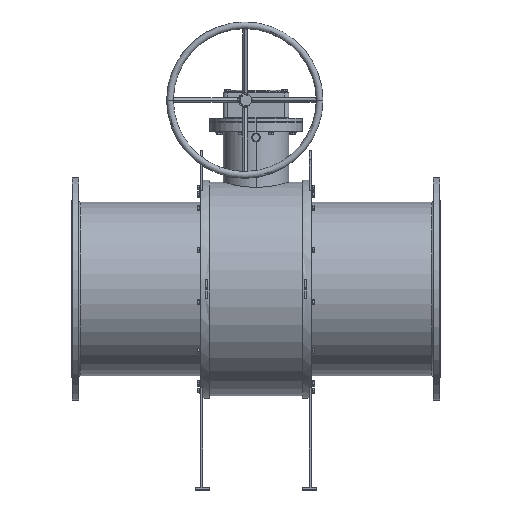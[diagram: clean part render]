
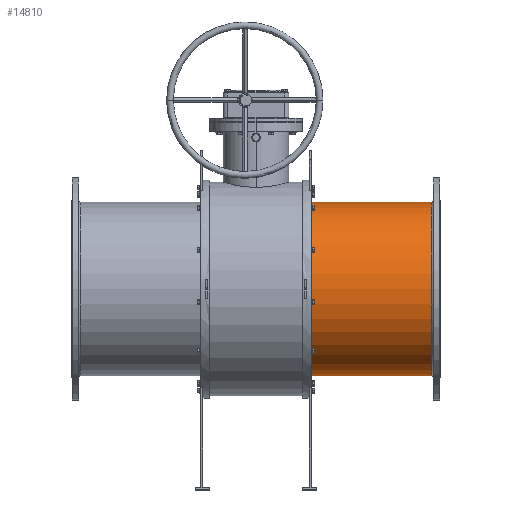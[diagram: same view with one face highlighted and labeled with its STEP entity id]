
A CAD part, top view. The second image highlights one B-rep face of the part: STEP entity #14810.
In plain terms, the highlighted cylindrical face has radius 388.5 mm (diameter 777 mm), a partial arc.
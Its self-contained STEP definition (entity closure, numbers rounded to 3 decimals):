
#230 = CARTESIAN_POINT ( 'NONE',  ( -825.5, -388.5, 0. ) ) ;
#246 = EDGE_CURVE ( 'NONE', #3220, #15604, #15043, .T. ) ;
#1054 = CARTESIAN_POINT ( 'NONE',  ( 247.5, -388.5, 0. ) ) ;
#3129 = EDGE_CURVE ( 'NONE', #19531, #18072, #19283, .T. ) ;
#3220 = VERTEX_POINT ( 'NONE', #15625 ) ;
#4365 = CARTESIAN_POINT ( 'NONE',  ( 788.5, 0., 0. ) ) ;
#4470 = CARTESIAN_POINT ( 'NONE',  ( -825.5, 388.5, 0. ) ) ;
#6148 = DIRECTION ( 'NONE',  ( 0., 0., -1. ) ) ;
#6688 = VECTOR ( 'NONE', #25690, 1000. ) ;
#7462 = VECTOR ( 'NONE', #17261, 1000. ) ;
#8366 = DIRECTION ( 'NONE',  ( 1., 0., 0. ) ) ;
#8576 = EDGE_LOOP ( 'NONE', ( #9647, #17178, #27397, #16702 ) ) ;
#9647 = ORIENTED_EDGE ( 'NONE', *, *, #12917, .T. ) ;
#10637 = DIRECTION ( 'NONE',  ( 0., 1., 0. ) ) ;
#12917 = EDGE_CURVE ( 'NONE', #19531, #3220, #17506, .T. ) ;
#13375 = CARTESIAN_POINT ( 'NONE',  ( 247.5, 388.5, 0. ) ) ;
#14427 = FACE_OUTER_BOUND ( 'NONE', #8576, .T. ) ;
#14810 = ADVANCED_FACE ( 'NONE', ( #14427 ), #22787, .T. ) ;
#15043 = LINE ( 'NONE', #4470, #7462 ) ;
#15604 = VERTEX_POINT ( 'NONE', #13375 ) ;
#15625 = CARTESIAN_POINT ( 'NONE',  ( 788.5, 388.5, 0. ) ) ;
#16702 = ORIENTED_EDGE ( 'NONE', *, *, #3129, .F. ) ;
#17178 = ORIENTED_EDGE ( 'NONE', *, *, #246, .T. ) ;
#17261 = DIRECTION ( 'NONE',  ( -1., 0., 0. ) ) ;
#17506 = CIRCLE ( 'NONE', #25526, 388.5 ) ;
#17536 = EDGE_CURVE ( 'NONE', #15604, #18072, #25342, .T. ) ;
#18072 = VERTEX_POINT ( 'NONE', #1054 ) ;
#19283 = LINE ( 'NONE', #230, #6688 ) ;
#19531 = VERTEX_POINT ( 'NONE', #26235 ) ;
#20716 = DIRECTION ( 'NONE',  ( -1., 0., 0. ) ) ;
#21043 = CARTESIAN_POINT ( 'NONE',  ( 247.5, 0., 0. ) ) ;
#22226 = AXIS2_PLACEMENT_3D ( 'NONE', #22927, #20716, #26859 ) ;
#22787 = CYLINDRICAL_SURFACE ( 'NONE', #22226, 388.5 ) ;
#22927 = CARTESIAN_POINT ( 'NONE',  ( -825.5, 0., 0. ) ) ;
#23106 = AXIS2_PLACEMENT_3D ( 'NONE', #21043, #8366, #6148 ) ;
#25262 = DIRECTION ( 'NONE',  ( -1., 0., 0. ) ) ;
#25342 = CIRCLE ( 'NONE', #23106, 388.5 ) ;
#25526 = AXIS2_PLACEMENT_3D ( 'NONE', #4365, #25262, #10637 ) ;
#25690 = DIRECTION ( 'NONE',  ( -1., 0., 0. ) ) ;
#26235 = CARTESIAN_POINT ( 'NONE',  ( 788.5, -388.5, 0. ) ) ;
#26859 = DIRECTION ( 'NONE',  ( 0., -1., 0. ) ) ;
#27397 = ORIENTED_EDGE ( 'NONE', *, *, #17536, .T. ) ;
